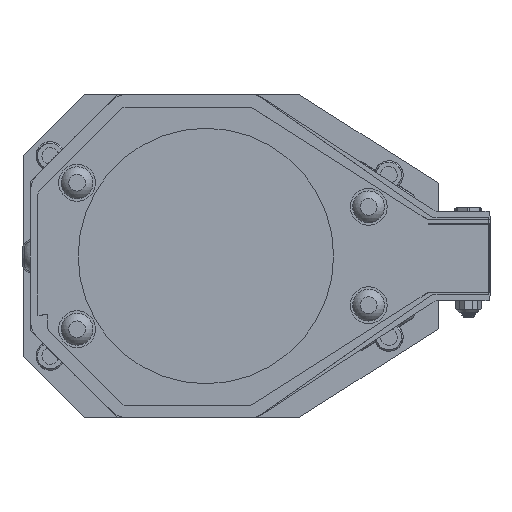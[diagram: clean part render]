
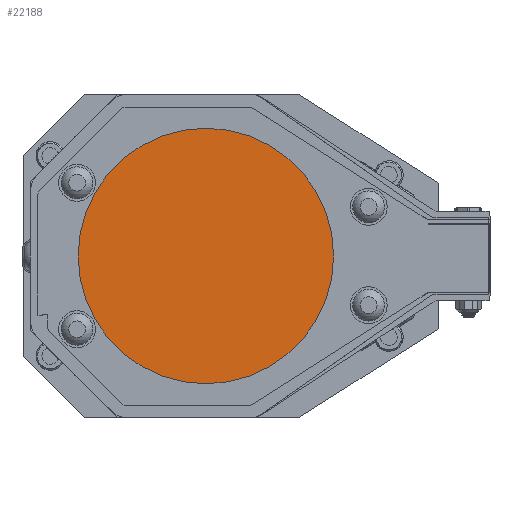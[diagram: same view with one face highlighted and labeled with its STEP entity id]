
A CAD part, left-side view. The second image highlights one B-rep face of the part: STEP entity #22188.
In plain terms, the highlighted planar face has unit normal (-1, 0, 0).
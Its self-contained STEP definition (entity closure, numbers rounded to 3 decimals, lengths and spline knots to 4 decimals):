
#4461=PLANE('',#24112);
#5923=FACE_OUTER_BOUND('',#7636,.T.);
#7636=EDGE_LOOP('',(#17332));
#9406=CIRCLE('',#23887,1.5);
#10864=VERTEX_POINT('',#92432);
#13117=EDGE_CURVE('',#10864,#10864,#9406,.T.);
#17332=ORIENTED_EDGE('',*,*,#13117,.T.);
#22188=ADVANCED_FACE('',(#5923),#4461,.T.);
#23887=AXIS2_PLACEMENT_3D('',#92433,#27437,#27438);
#24112=AXIS2_PLACEMENT_3D('',#93882,#27985,#27986);
#27437=DIRECTION('center_axis',(-1.,0.,0.));
#27438=DIRECTION('ref_axis',(0.,0.,
-1.));
#27985=DIRECTION('center_axis',(-1.,0.,0.));
#27986=DIRECTION('ref_axis',(0.,0.,1.));
#92432=CARTESIAN_POINT('',(-39.188,0.,1.5));
#92433=CARTESIAN_POINT('Origin',(-39.188,0.,
0.));
#93882=CARTESIAN_POINT('Origin',(-39.188,0.,
0.));
